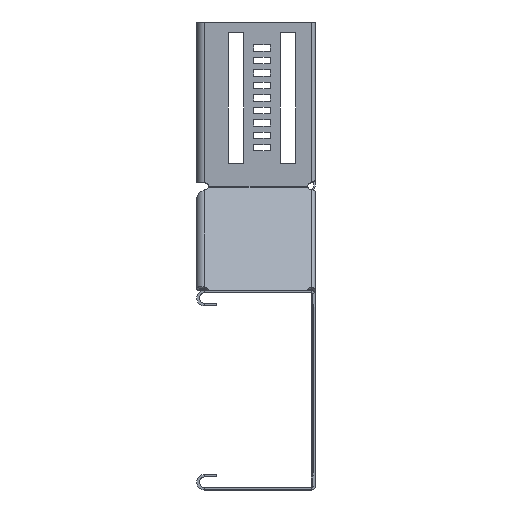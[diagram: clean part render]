
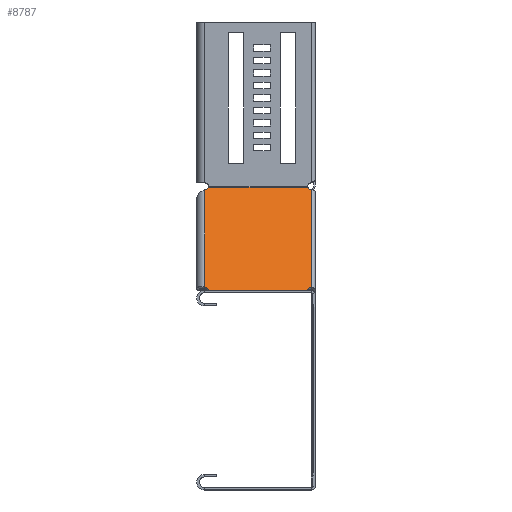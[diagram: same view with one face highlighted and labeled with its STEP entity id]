
A CAD part, left-side view. The second image highlights one B-rep face of the part: STEP entity #8787.
In plain terms, the highlighted face is planar.
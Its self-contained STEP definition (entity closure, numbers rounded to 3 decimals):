
#288 = VERTEX_POINT ( 'NONE', #9773 ) ;
#431 = VERTEX_POINT ( 'NONE', #12697 ) ;
#575 = CARTESIAN_POINT ( 'NONE',  ( -15., 1.75, -114.725 ) ) ;
#666 = ORIENTED_EDGE ( 'NONE', *, *, #9744, .F. ) ;
#676 = PLANE ( 'NONE',  #7133 ) ;
#755 = DIRECTION ( 'NONE',  ( 0., 1., 0. ) ) ;
#759 = FACE_OUTER_BOUND ( 'NONE', #16206, .T. ) ;
#1256 = CARTESIAN_POINT ( 'NONE',  ( -15., 53.25, -81.659 ) ) ;
#1426 = VERTEX_POINT ( 'NONE', #1808 ) ;
#1557 = VERTEX_POINT ( 'NONE', #11986 ) ;
#1760 = CARTESIAN_POINT ( 'NONE',  ( -15., 53.25, -114.725 ) ) ;
#1808 = CARTESIAN_POINT ( 'NONE',  ( -15., 53.25, -147.791 ) ) ;
#1845 = LINE ( 'NONE', #1760, #5260 ) ;
#1884 = EDGE_CURVE ( 'NONE', #12497, #13893, #15762, .T. ) ;
#1899 = DIRECTION ( 'NONE',  ( 1., 0., 0. ) ) ;
#1941 = CARTESIAN_POINT ( 'NONE',  ( -15., 51.284, -149.731 ) ) ;
#2022 = ORIENTED_EDGE ( 'NONE', *, *, #1884, .T. ) ;
#2870 = DIRECTION ( 'NONE',  ( 0., 1., 0. ) ) ;
#3284 = ORIENTED_EDGE ( 'NONE', *, *, #8868, .T. ) ;
#3963 = DIRECTION ( 'NONE',  ( 0., 0., 1. ) ) ;
#4131 = LINE ( 'NONE', #6779, #5543 ) ;
#4219 = DIRECTION ( 'NONE',  ( 0., -1., 0. ) ) ;
#4325 = CARTESIAN_POINT ( 'NONE',  ( -15., 1.75, -148.101 ) ) ;
#4354 = CARTESIAN_POINT ( 'NONE',  ( -15., 53.25, -79.35 ) ) ;
#4519 = CARTESIAN_POINT ( 'NONE',  ( -15., 0., -114.725 ) ) ;
#4563 = CIRCLE ( 'NONE', #9582, 2. ) ;
#4841 = LINE ( 'NONE', #8814, #14280 ) ;
#4945 = EDGE_CURVE ( 'NONE', #288, #12924, #12655, .T. ) ;
#5142 = EDGE_CURVE ( 'NONE', #6538, #12497, #6573, .T. ) ;
#5260 = VECTOR ( 'NONE', #3963, 1000. ) ;
#5543 = VECTOR ( 'NONE', #10352, 1000. ) ;
#5700 = DIRECTION ( 'NONE',  ( 0., -1., 0. ) ) ;
#6538 = VERTEX_POINT ( 'NONE', #4325 ) ;
#6573 = LINE ( 'NONE', #575, #13841 ) ;
#6707 = CIRCLE ( 'NONE', #7491, 2. ) ;
#6779 = CARTESIAN_POINT ( 'NONE',  ( -15., 0., -149.731 ) ) ;
#7071 = DIRECTION ( 'NONE',  ( 1., 0., 0. ) ) ;
#7133 = AXIS2_PLACEMENT_3D ( 'NONE', #4519, #7071, #9318 ) ;
#7186 = ORIENTED_EDGE ( 'NONE', *, *, #12141, .F. ) ;
#7491 = AXIS2_PLACEMENT_3D ( 'NONE', #11757, #9233, #755 ) ;
#7669 = VERTEX_POINT ( 'NONE', #14597 ) ;
#7972 = DIRECTION ( 'NONE',  ( 0., 0., 1. ) ) ;
#8093 = ORIENTED_EDGE ( 'NONE', *, *, #11003, .T. ) ;
#8212 = EDGE_CURVE ( 'NONE', #1426, #12924, #1845, .T. ) ;
#8280 = CARTESIAN_POINT ( 'NONE',  ( -15., 1.75, -150.101 ) ) ;
#8787 = ADVANCED_FACE ( 'NONE', ( #759 ), #676, .F. ) ;
#8814 = CARTESIAN_POINT ( 'NONE',  ( -15., 0., -79.72 ) ) ;
#8846 = ORIENTED_EDGE ( 'NONE', *, *, #9131, .F. ) ;
#8868 = EDGE_CURVE ( 'NONE', #13893, #1557, #4841, .T. ) ;
#9131 = EDGE_CURVE ( 'NONE', #6538, #7669, #10335, .T. ) ;
#9214 = CARTESIAN_POINT ( 'NONE',  ( -15., 1.75, -81.35 ) ) ;
#9233 = DIRECTION ( 'NONE',  ( -1., 0., 0. ) ) ;
#9318 = DIRECTION ( 'NONE',  ( 0., 1., 0. ) ) ;
#9375 = EDGE_CURVE ( 'NONE', #7669, #11391, #4131, .T. ) ;
#9582 = AXIS2_PLACEMENT_3D ( 'NONE', #4354, #1899, #2870 ) ;
#9744 = EDGE_CURVE ( 'NONE', #431, #1426, #11426, .T. ) ;
#9773 = CARTESIAN_POINT ( 'NONE',  ( -15., 52.25, -81.082 ) ) ;
#10335 = CIRCLE ( 'NONE', #16122, 2. ) ;
#10337 = ORIENTED_EDGE ( 'NONE', *, *, #9375, .F. ) ;
#10352 = DIRECTION ( 'NONE',  ( 0., 1., 0. ) ) ;
#10922 = VECTOR ( 'NONE', #11226, 1000. ) ;
#10943 = DIRECTION ( 'NONE',  ( -1., 0., 0. ) ) ;
#11003 = EDGE_CURVE ( 'NONE', #1557, #288, #4563, .T. ) ;
#11226 = DIRECTION ( 'NONE',  ( 0., 0.866, -0.5 ) ) ;
#11391 = VERTEX_POINT ( 'NONE', #1941 ) ;
#11424 = VECTOR ( 'NONE', #12509, 1000. ) ;
#11426 = LINE ( 'NONE', #16194, #11424 ) ;
#11536 = AXIS2_PLACEMENT_3D ( 'NONE', #11788, #13256, #4219 ) ;
#11757 = CARTESIAN_POINT ( 'NONE',  ( -15., 53.25, -150.101 ) ) ;
#11788 = CARTESIAN_POINT ( 'NONE',  ( -15., 1.75, -79.35 ) ) ;
#11986 = CARTESIAN_POINT ( 'NONE',  ( -15., 51.284, -79.72 ) ) ;
#12141 = EDGE_CURVE ( 'NONE', #11391, #431, #6707, .T. ) ;
#12481 = DIRECTION ( 'NONE',  ( 0., 1., 0. ) ) ;
#12483 = CARTESIAN_POINT ( 'NONE',  ( -15., 52.25, -81.082 ) ) ;
#12497 = VERTEX_POINT ( 'NONE', #9214 ) ;
#12509 = DIRECTION ( 'NONE',  ( 0., 0.866, 0.5 ) ) ;
#12655 = LINE ( 'NONE', #12483, #10922 ) ;
#12697 = CARTESIAN_POINT ( 'NONE',  ( -15., 52.25, -148.368 ) ) ;
#12924 = VERTEX_POINT ( 'NONE', #1256 ) ;
#13187 = ORIENTED_EDGE ( 'NONE', *, *, #5142, .T. ) ;
#13256 = DIRECTION ( 'NONE',  ( 1., 0., 0. ) ) ;
#13271 = CARTESIAN_POINT ( 'NONE',  ( -15., 3.716, -79.72 ) ) ;
#13841 = VECTOR ( 'NONE', #7972, 1000. ) ;
#13893 = VERTEX_POINT ( 'NONE', #13271 ) ;
#14280 = VECTOR ( 'NONE', #12481, 1000. ) ;
#14597 = CARTESIAN_POINT ( 'NONE',  ( -15., 3.716, -149.731 ) ) ;
#15334 = ORIENTED_EDGE ( 'NONE', *, *, #4945, .T. ) ;
#15523 = ORIENTED_EDGE ( 'NONE', *, *, #8212, .F. ) ;
#15762 = CIRCLE ( 'NONE', #11536, 2. ) ;
#16122 = AXIS2_PLACEMENT_3D ( 'NONE', #8280, #10943, #5700 ) ;
#16194 = CARTESIAN_POINT ( 'NONE',  ( -15., 52.25, -148.368 ) ) ;
#16206 = EDGE_LOOP ( 'NONE', ( #10337, #8846, #13187, #2022, #3284, #8093, #15334, #15523, #666, #7186 ) ) ;
